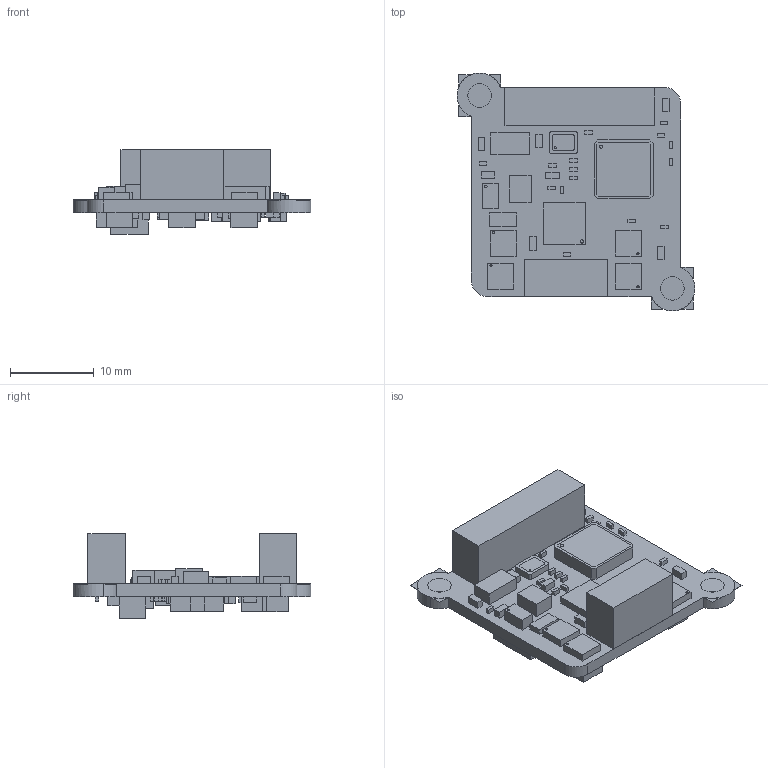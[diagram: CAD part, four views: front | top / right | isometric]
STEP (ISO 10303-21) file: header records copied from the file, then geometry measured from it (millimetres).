
FILE_DESCRIPTION(('STEP AP214'),'1');
FILE_NAME('07003314_TMCM-1021_V14.step','2016-07-25T11:21:27',(' '),(' '),'Spatial InterOp 3D',' ',' ');
FILE_SCHEMA(('automotive_design'));
Length unit declared in the file: millimetre
Products named in the file (23): 1; 2; 3; 4; 5; 6; 7; 8; 9; 10; 11; 12; 13; 14; 15; 16; 17; 18; 19; 20; 21; 22; 23
Bounding box: 28.38 x 28.38 x 10.13 mm (x, y, z)
Volume: 2234.1 mm3; surface area: 2835.7 mm2
Topology: 23 solids, 23 shells, 527 faces, 1210 edges, 804 vertices
Faces by surface type: plane 481, cylinder 46
Entity records: 19390 total; most frequent: CARTESIAN_POINT 2564, ORIENTED_EDGE 2420, DIRECTION 2414, EDGE_CURVE 1210, LINE 1106, VECTOR 1106, VERTEX_POINT 804, AXIS2_PLACEMENT_3D 654
